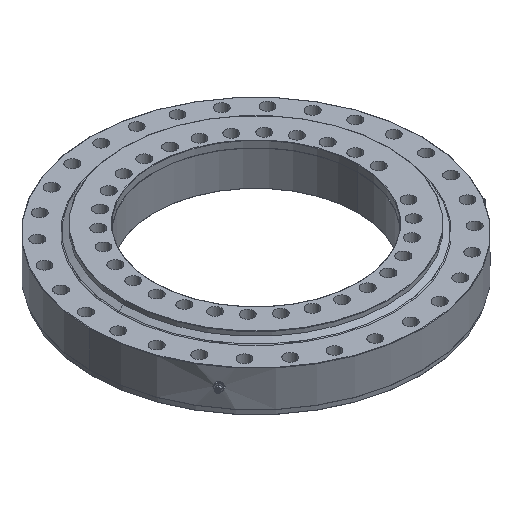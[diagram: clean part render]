
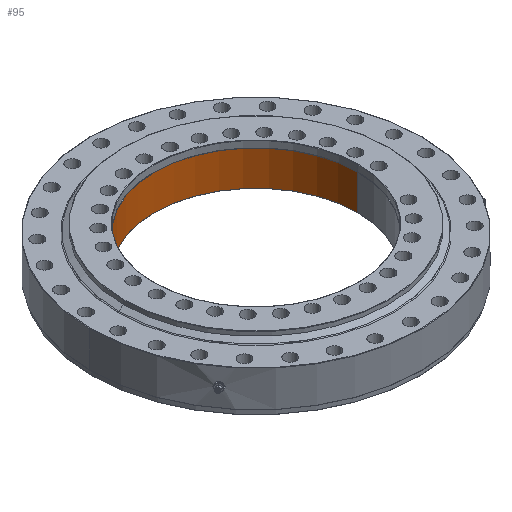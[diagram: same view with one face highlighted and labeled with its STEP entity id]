
A CAD part, isometric view. The second image highlights one B-rep face of the part: STEP entity #95.
In plain terms, the highlighted cylindrical face has radius 153 mm (diameter 306 mm), a partial arc.
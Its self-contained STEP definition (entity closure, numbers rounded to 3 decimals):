
#71 = EDGE_CURVE ( 'NONE', #681, #4353, #519, .T. ) ;
#95 = ADVANCED_FACE ( 'NONE', ( #6112 ), #5871, .F. ) ;
#144 = LINE ( 'NONE', #4785, #7968 ) ;
#186 = CIRCLE ( 'NONE', #5127, 153. ) ;
#190 = DIRECTION ( 'NONE',  ( 1., 0., 0. ) ) ;
#234 = DIRECTION ( 'NONE',  ( 0., 0., 1. ) ) ;
#295 = DIRECTION ( 'NONE',  ( 1., 0., 0. ) ) ;
#519 = CIRCLE ( 'NONE', #2521, 153. ) ;
#603 = DIRECTION ( 'NONE',  ( 0., 0., 1. ) ) ;
#681 = VERTEX_POINT ( 'NONE', #2683 ) ;
#846 = LINE ( 'NONE', #3399, #8637 ) ;
#1370 = CARTESIAN_POINT ( 'NONE',  ( -153., 0., -25. ) ) ;
#1509 = VERTEX_POINT ( 'NONE', #1370 ) ;
#1568 = CARTESIAN_POINT ( 'NONE',  ( 0., 0., 27.5 ) ) ;
#2228 = EDGE_CURVE ( 'NONE', #1509, #5553, #186, .T. ) ;
#2261 = EDGE_CURVE ( 'NONE', #5553, #681, #846, .T. ) ;
#2359 = DIRECTION ( 'NONE',  ( 0., 0., 1. ) ) ;
#2396 = EDGE_LOOP ( 'NONE', ( #2804, #9302, #6969, #4567 ) ) ;
#2521 = AXIS2_PLACEMENT_3D ( 'NONE', #1568, #2359, #7562 ) ;
#2683 = CARTESIAN_POINT ( 'NONE',  ( 153., 0., 27.5 ) ) ;
#2804 = ORIENTED_EDGE ( 'NONE', *, *, #4102, .F. ) ;
#3399 = CARTESIAN_POINT ( 'NONE',  ( 153., 0., 0. ) ) ;
#4102 = EDGE_CURVE ( 'NONE', #1509, #4353, #144, .T. ) ;
#4353 = VERTEX_POINT ( 'NONE', #5530 ) ;
#4567 = ORIENTED_EDGE ( 'NONE', *, *, #71, .T. ) ;
#4785 = CARTESIAN_POINT ( 'NONE',  ( -153., 0., 0. ) ) ;
#4851 = DIRECTION ( 'NONE',  ( 0., 0., -1. ) ) ;
#5127 = AXIS2_PLACEMENT_3D ( 'NONE', #9351, #4851, #295 ) ;
#5530 = CARTESIAN_POINT ( 'NONE',  ( -153., 0., 27.5 ) ) ;
#5553 = VERTEX_POINT ( 'NONE', #6963 ) ;
#5871 = CYLINDRICAL_SURFACE ( 'NONE', #6110, 153. ) ;
#6110 = AXIS2_PLACEMENT_3D ( 'NONE', #8507, #603, #190 ) ;
#6112 = FACE_OUTER_BOUND ( 'NONE', #2396, .T. ) ;
#6963 = CARTESIAN_POINT ( 'NONE',  ( 153., 0., -25. ) ) ;
#6969 = ORIENTED_EDGE ( 'NONE', *, *, #2261, .T. ) ;
#7562 = DIRECTION ( 'NONE',  ( 1., 0., 0. ) ) ;
#7968 = VECTOR ( 'NONE', #234, 1000. ) ;
#8507 = CARTESIAN_POINT ( 'NONE',  ( 0., 0., 0. ) ) ;
#8637 = VECTOR ( 'NONE', #8648, 1000. ) ;
#8648 = DIRECTION ( 'NONE',  ( 0., 0., 1. ) ) ;
#9302 = ORIENTED_EDGE ( 'NONE', *, *, #2228, .T. ) ;
#9351 = CARTESIAN_POINT ( 'NONE',  ( 0., 0., -25. ) ) ;
